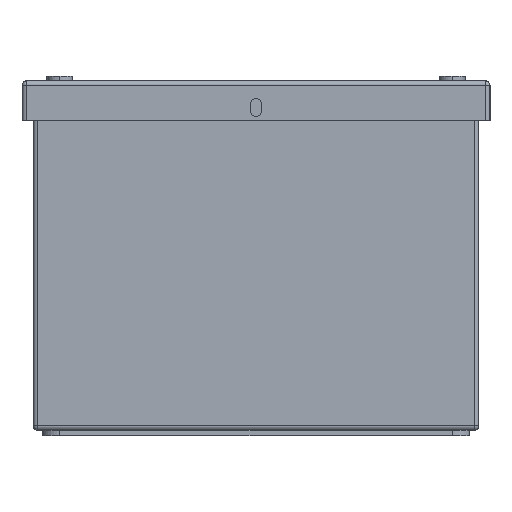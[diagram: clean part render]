
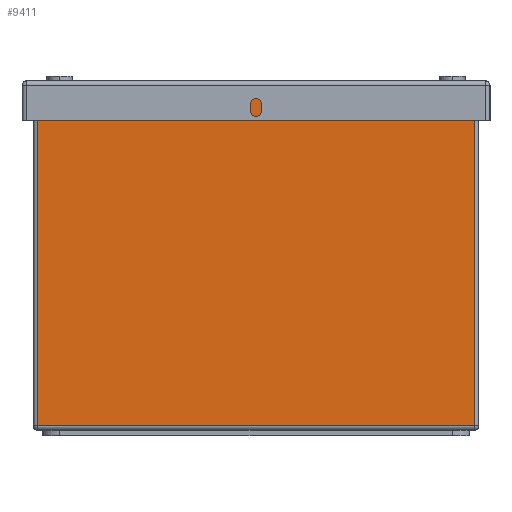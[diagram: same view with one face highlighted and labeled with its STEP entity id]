
A CAD part, left-side view. The second image highlights one B-rep face of the part: STEP entity #9411.
In plain terms, the highlighted planar face has unit normal (-1, 0, 0).
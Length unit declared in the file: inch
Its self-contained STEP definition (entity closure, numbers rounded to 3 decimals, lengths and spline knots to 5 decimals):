
#556 = ORIENTED_EDGE ( 'NONE', *, *, #11446, .F. ) ;
#858 = AXIS2_PLACEMENT_3D ( 'NONE', #12184, #1624, #6802 ) ;
#1624 = DIRECTION ( 'NONE',  ( 1., 0., 0. ) ) ;
#2294 = VERTEX_POINT ( 'NONE', #3156 ) ;
#2928 = VECTOR ( 'NONE', #7160, 39.37008 ) ;
#3156 = CARTESIAN_POINT ( 'NONE',  ( 0., 0.06, 0.06 ) ) ;
#3296 = ORIENTED_EDGE ( 'NONE', *, *, #13867, .T. ) ;
#3350 = DIRECTION ( 'NONE',  ( 0., 0., -1. ) ) ;
#3744 = CARTESIAN_POINT ( 'NONE',  ( 0., 6.19, 4.69 ) ) ;
#4211 = PLANE ( 'NONE',  #858 ) ;
#4782 = EDGE_CURVE ( 'NONE', #10825, #10764, #15863, .T. ) ;
#6137 = CARTESIAN_POINT ( 'NONE',  ( 0., 6.19, 4.75 ) ) ;
#6226 = EDGE_CURVE ( 'NONE', #6812, #10825, #9359, .T. ) ;
#6802 = DIRECTION ( 'NONE',  ( 0., 1., 0. ) ) ;
#6812 = VERTEX_POINT ( 'NONE', #15316 ) ;
#7061 = VECTOR ( 'NONE', #10789, 39.37008 ) ;
#7160 = DIRECTION ( 'NONE',  ( 0., -1., 0. ) ) ;
#7471 = DIRECTION ( 'NONE',  ( 0., 0., -1. ) ) ;
#9359 = LINE ( 'NONE', #12136, #7061 ) ;
#9411 = ADVANCED_FACE ( 'NONE', ( #11101 ), #4211, .F. ) ;
#9846 = CARTESIAN_POINT ( 'NONE',  ( 0., 6.19, 0.06 ) ) ;
#10764 = VERTEX_POINT ( 'NONE', #16082 ) ;
#10789 = DIRECTION ( 'NONE',  ( 0., 1., 0. ) ) ;
#10825 = VERTEX_POINT ( 'NONE', #3744 ) ;
#11101 = FACE_OUTER_BOUND ( 'NONE', #13526, .T. ) ;
#11190 = LINE ( 'NONE', #9846, #2928 ) ;
#11412 = VECTOR ( 'NONE', #3350, 39.37008 ) ;
#11446 = EDGE_CURVE ( 'NONE', #6812, #2294, #17284, .T. ) ;
#11938 = CARTESIAN_POINT ( 'NONE',  ( 0., 0.06, 4.75 ) ) ;
#12136 = CARTESIAN_POINT ( 'NONE',  ( 0., 6.19, 4.69 ) ) ;
#12184 = CARTESIAN_POINT ( 'NONE',  ( 0., 6.19, 4.75 ) ) ;
#13526 = EDGE_LOOP ( 'NONE', ( #556, #17391, #13886, #3296 ) ) ;
#13867 = EDGE_CURVE ( 'NONE', #10764, #2294, #11190, .T. ) ;
#13886 = ORIENTED_EDGE ( 'NONE', *, *, #4782, .T. ) ;
#15316 = CARTESIAN_POINT ( 'NONE',  ( 0., 0.06, 4.69 ) ) ;
#15863 = LINE ( 'NONE', #6137, #11412 ) ;
#16082 = CARTESIAN_POINT ( 'NONE',  ( 0., 6.19, 0.06 ) ) ;
#17284 = LINE ( 'NONE', #11938, #17642 ) ;
#17391 = ORIENTED_EDGE ( 'NONE', *, *, #6226, .T. ) ;
#17642 = VECTOR ( 'NONE', #7471, 39.37008 ) ;
